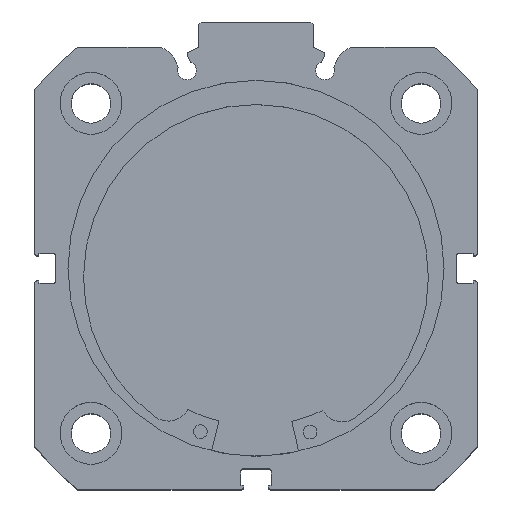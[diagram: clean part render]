
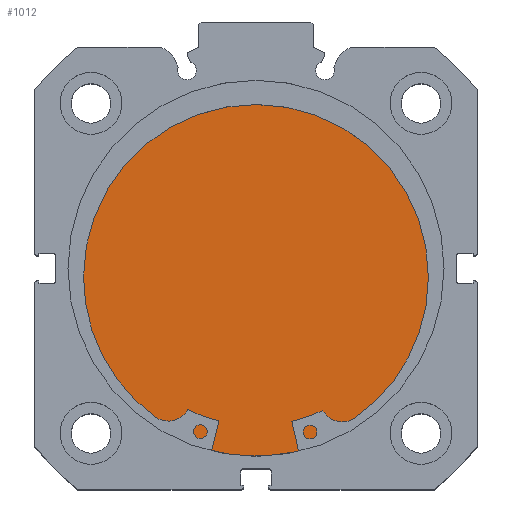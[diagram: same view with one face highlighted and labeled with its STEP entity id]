
A CAD part, top view. The second image highlights one B-rep face of the part: STEP entity #1012.
In plain terms, the highlighted face is planar.
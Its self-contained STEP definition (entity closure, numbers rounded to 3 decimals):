
#300 = VERTEX_POINT ( 'NONE', #5499 ) ;
#342 = VERTEX_POINT ( 'NONE', #5516 ) ;
#675 = EDGE_LOOP ( 'NONE', ( #3968, #3952 ) ) ;
#1012 = ADVANCED_FACE ( 'NONE', ( #4016 ), #5477, .F. ) ;
#1448 = AXIS2_PLACEMENT_3D ( 'NONE', #5873, #6107, #6407 ) ;
#1457 = EDGE_CURVE ( 'NONE', #300, #342, #4697, .T. ) ;
#1462 = AXIS2_PLACEMENT_3D ( 'NONE', #5908, #5907, #5906 ) ;
#1523 = EDGE_CURVE ( 'NONE', #342, #300, #4718, .T. ) ;
#1893 = AXIS2_PLACEMENT_3D ( 'NONE', #5474, #5489, #5741 ) ;
#3952 = ORIENTED_EDGE ( 'NONE', *, *, #1523, .F. ) ;
#3968 = ORIENTED_EDGE ( 'NONE', *, *, #1457, .F. ) ;
#4016 = FACE_OUTER_BOUND ( 'NONE', #675, .T. ) ;
#4697 = CIRCLE ( 'NONE', #1462, 41. ) ;
#4718 = CIRCLE ( 'NONE', #1448, 41. ) ;
#5474 = CARTESIAN_POINT ( 'NONE',  ( 12., 41., 0. ) ) ;
#5477 = PLANE ( 'NONE',  #1893 ) ;
#5489 = DIRECTION ( 'NONE',  ( -1., 0., 0. ) ) ;
#5499 = CARTESIAN_POINT ( 'NONE',  ( 12., 0., 41. ) ) ;
#5516 = CARTESIAN_POINT ( 'NONE',  ( 12., 0., -41. ) ) ;
#5741 = DIRECTION ( 'NONE',  ( 0., 0., 1. ) ) ;
#5873 = CARTESIAN_POINT ( 'NONE',  ( 12., 0., 0. ) ) ;
#5906 = DIRECTION ( 'NONE',  ( 0., 0., 1. ) ) ;
#5907 = DIRECTION ( 'NONE',  ( -1., 0., 0. ) ) ;
#5908 = CARTESIAN_POINT ( 'NONE',  ( 12., 0., 0. ) ) ;
#6107 = DIRECTION ( 'NONE',  ( -1., 0., 0. ) ) ;
#6407 = DIRECTION ( 'NONE',  ( 0., 0., 1. ) ) ;
